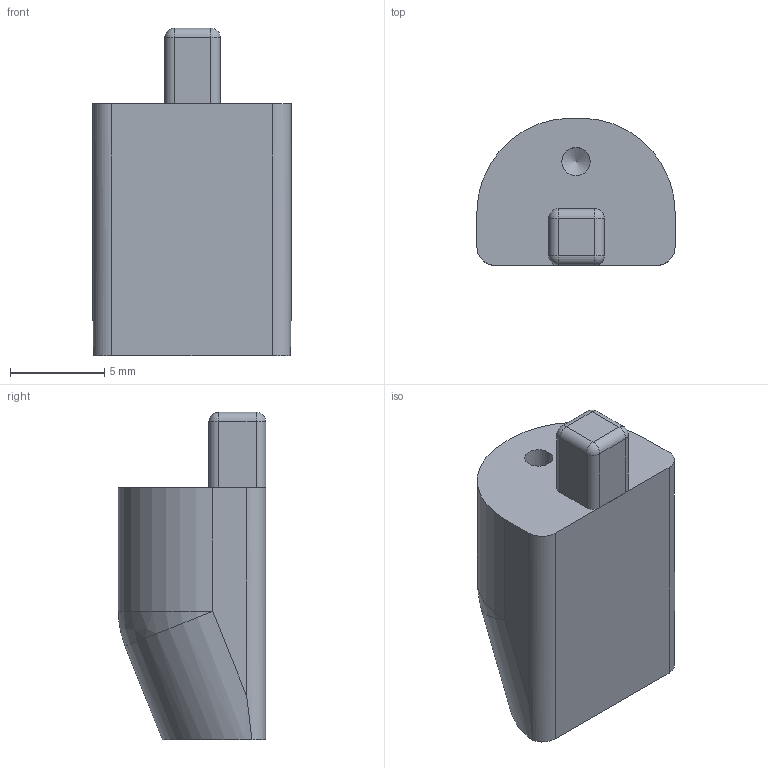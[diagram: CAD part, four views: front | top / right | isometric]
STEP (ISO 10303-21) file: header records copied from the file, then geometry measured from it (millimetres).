
FILE_DESCRIPTION(/* description */ ('','CAx-IF Rec.Pracs.---Representation and Presentation of Product Manufacturing Information (PMI)---4.0---2014-10-13'),/* implementation_level */ '2;1');
FILE_NAME(/* name */ 'Head_Eyetilt_Servo_Mount_20250309.step',/* time_stamp */ '2025-03-09T19:40:19Z',/* author */ (''),/* organization */ (''),/* preprocessor_version */ 'ST-DEVELOPER v20',/* originating_system */ 'Autodesk Translation Framework v13.20.0.188',/* authorisation */ '');
FILE_SCHEMA (('AP242_MANAGED_MODEL_BASED_3D_ENGINEERING_MIM_LF { 1 0 10303 442 1 1 4 }'));
Length unit declared in the file: millimetre
Products named in the file (1): D Eyetilt Servo Mount 20250224
Bounding box: 10.5 x 7.8 x 17.34 mm (x, y, z)
Volume: 873.5 mm3; surface area: 654.7 mm2
Topology: 2 solids, 2 shells, 38 faces, 83 edges, 49 vertices
Faces by surface type: cylinder 17, plane 13, sphere 6, cone 2
Full cylindrical faces by diameter (mm): 1.5 x2
Entity records: 1060 total; most frequent: DIRECTION 192, CARTESIAN_POINT 181, ORIENTED_EDGE 162, EDGE_CURVE 81, AXIS2_PLACEMENT_3D 74, VERTEX_POINT 49, LINE 44, VECTOR 44
